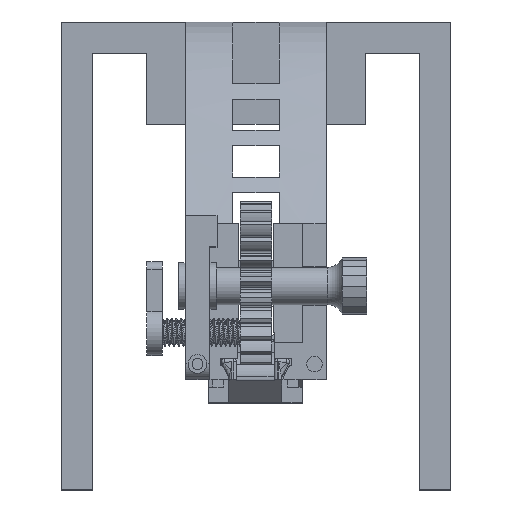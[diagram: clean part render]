
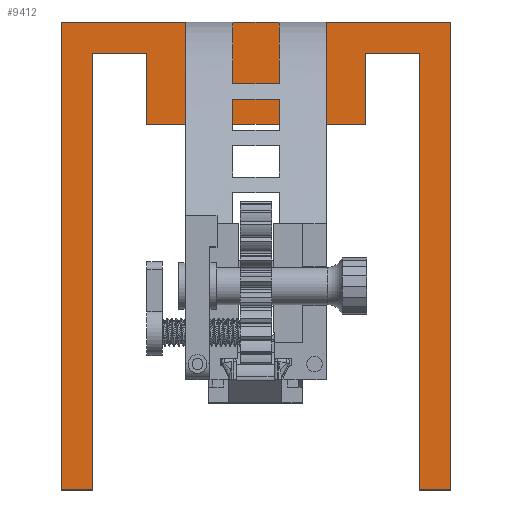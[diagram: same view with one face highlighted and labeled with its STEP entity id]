
A CAD part, top view. The second image highlights one B-rep face of the part: STEP entity #9412.
In plain terms, the highlighted planar face has unit normal (0, 0, 1).
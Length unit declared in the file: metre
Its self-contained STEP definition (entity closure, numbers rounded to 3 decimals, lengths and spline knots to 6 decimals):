
#193=LINE('',#16348,#995);
#195=LINE('',#16369,#997);
#206=LINE('',#16391,#1008);
#207=LINE('',#16393,#1009);
#208=LINE('',#16395,#1010);
#209=LINE('',#16397,#1011);
#210=LINE('',#16399,#1012);
#211=LINE('',#16401,#1013);
#212=LINE('',#16403,#1014);
#213=LINE('',#16405,#1015);
#214=LINE('',#16407,#1016);
#215=LINE('',#16409,#1017);
#216=LINE('',#16411,#1018);
#217=LINE('',#16413,#1019);
#218=LINE('',#16415,#1020);
#219=LINE('',#16417,#1021);
#220=LINE('',#16419,#1022);
#221=LINE('',#16421,#1023);
#222=LINE('',#16423,#1024);
#223=LINE('',#16424,#1025);
#995=VECTOR('',#11060,1.);
#997=VECTOR('',#11068,1.);
#1008=VECTOR('',#11085,1.);
#1009=VECTOR('',#11086,1.);
#1010=VECTOR('',#11087,1.);
#1011=VECTOR('',#11088,1.);
#1012=VECTOR('',#11089,1.);
#1013=VECTOR('',#11090,1.);
#1014=VECTOR('',#11091,1.);
#1015=VECTOR('',#11092,1.);
#1016=VECTOR('',#11093,1.);
#1017=VECTOR('',#11094,1.);
#1018=VECTOR('',#11095,1.);
#1019=VECTOR('',#11096,1.);
#1020=VECTOR('',#11097,1.);
#1021=VECTOR('',#11098,1.);
#1022=VECTOR('',#11099,1.);
#1023=VECTOR('',#11100,1.);
#1024=VECTOR('',#11101,1.);
#1025=VECTOR('',#11102,1.);
#2051=PLANE('',#10044);
#2512=ORIENTED_EDGE('',*,*,#5325,.T.);
#2513=ORIENTED_EDGE('',*,*,#5326,.T.);
#2514=ORIENTED_EDGE('',*,*,#5327,.F.);
#2515=ORIENTED_EDGE('',*,*,#5328,.F.);
#2516=ORIENTED_EDGE('',*,*,#5329,.T.);
#2517=ORIENTED_EDGE('',*,*,#5330,.T.);
#2518=ORIENTED_EDGE('',*,*,#5331,.T.);
#2519=ORIENTED_EDGE('',*,*,#5332,.T.);
#2520=ORIENTED_EDGE('',*,*,#5333,.T.);
#2521=ORIENTED_EDGE('',*,*,#5334,.F.);
#2522=ORIENTED_EDGE('',*,*,#5335,.T.);
#2523=ORIENTED_EDGE('',*,*,#5336,.F.);
#2524=ORIENTED_EDGE('',*,*,#5337,.T.);
#2525=ORIENTED_EDGE('',*,*,#5338,.T.);
#2526=ORIENTED_EDGE('',*,*,#5339,.F.);
#2527=ORIENTED_EDGE('',*,*,#5340,.F.);
#2528=ORIENTED_EDGE('',*,*,#5341,.T.);
#2529=ORIENTED_EDGE('',*,*,#5307,.T.);
#2530=ORIENTED_EDGE('',*,*,#5342,.F.);
#2531=ORIENTED_EDGE('',*,*,#5314,.F.);
#5307=EDGE_CURVE('',#6734,#6733,#193,.T.);
#5314=EDGE_CURVE('',#6740,#6736,#195,.T.);
#5325=EDGE_CURVE('',#6740,#6749,#206,.T.);
#5326=EDGE_CURVE('',#6749,#6750,#207,.T.);
#5327=EDGE_CURVE('',#6751,#6750,#208,.T.);
#5328=EDGE_CURVE('',#6752,#6751,#209,.T.);
#5329=EDGE_CURVE('',#6752,#6753,#210,.T.);
#5330=EDGE_CURVE('',#6753,#6754,#211,.T.);
#5331=EDGE_CURVE('',#6754,#6755,#212,.T.);
#5332=EDGE_CURVE('',#6755,#6756,#213,.T.);
#5333=EDGE_CURVE('',#6756,#6757,#214,.T.);
#5334=EDGE_CURVE('',#6758,#6757,#215,.T.);
#5335=EDGE_CURVE('',#6758,#6759,#216,.T.);
#5336=EDGE_CURVE('',#6760,#6759,#217,.T.);
#5337=EDGE_CURVE('',#6760,#6761,#218,.T.);
#5338=EDGE_CURVE('',#6761,#6762,#219,.T.);
#5339=EDGE_CURVE('',#6763,#6762,#220,.T.);
#5340=EDGE_CURVE('',#6764,#6763,#221,.T.);
#5341=EDGE_CURVE('',#6764,#6734,#222,.T.);
#5342=EDGE_CURVE('',#6736,#6733,#223,.T.);
#6733=VERTEX_POINT('',#16347);
#6734=VERTEX_POINT('',#16349);
#6736=VERTEX_POINT('',#16359);
#6740=VERTEX_POINT('',#16368);
#6749=VERTEX_POINT('',#16392);
#6750=VERTEX_POINT('',#16394);
#6751=VERTEX_POINT('',#16396);
#6752=VERTEX_POINT('',#16398);
#6753=VERTEX_POINT('',#16400);
#6754=VERTEX_POINT('',#16402);
#6755=VERTEX_POINT('',#16404);
#6756=VERTEX_POINT('',#16406);
#6757=VERTEX_POINT('',#16408);
#6758=VERTEX_POINT('',#16410);
#6759=VERTEX_POINT('',#16412);
#6760=VERTEX_POINT('',#16414);
#6761=VERTEX_POINT('',#16416);
#6762=VERTEX_POINT('',#16418);
#6763=VERTEX_POINT('',#16420);
#6764=VERTEX_POINT('',#16422);
#8062=EDGE_LOOP('',(#2512,#2513,#2514,#2515,#2516,#2517,#2518,#2519,#2520,
#2521,#2522,#2523,#2524,#2525,#2526,#2527,#2528,#2529,#2530,#2531));
#8644=FACE_BOUND('',#8062,.T.);
#9412=ADVANCED_FACE('',(#8644),#2051,.T.);
#10044=AXIS2_PLACEMENT_3D('',#16390,#11083,#11084);
#11060=DIRECTION('',(0.,1.,0.));
#11068=DIRECTION('',(0.,1.,0.));
#11083=DIRECTION('',(0.,0.,1.));
#11084=DIRECTION('',(1.,0.,0.));
#11085=DIRECTION('',(-1.,0.,0.));
#11086=DIRECTION('',(0.,1.,0.));
#11087=DIRECTION('',(1.,0.,0.));
#11088=DIRECTION('',(0.,1.,0.));
#11089=DIRECTION('',(1.,0.,0.));
#11090=DIRECTION('',(0.,1.,0.));
#11091=DIRECTION('',(1.,0.,0.));
#11092=DIRECTION('',(0.,-1.,0.));
#11093=DIRECTION('',(1.,0.,0.));
#11094=DIRECTION('',(0.,-1.,0.));
#11095=DIRECTION('',(1.,0.,0.));
#11096=DIRECTION('',(0.,1.,0.));
#11097=DIRECTION('',(1.,0.,0.));
#11098=DIRECTION('',(0.,1.,0.));
#11099=DIRECTION('',(1.,0.,0.));
#11100=DIRECTION('',(0.,1.,0.));
#11101=DIRECTION('',(-1.,0.,0.));
#11102=DIRECTION('',(1.,0.,0.));
#16347=CARTESIAN_POINT('',(0.07,0.15,0.01));
#16348=CARTESIAN_POINT('',(0.07,0.075,0.01));
#16349=CARTESIAN_POINT('',(0.07,0.119602,0.01));
#16359=CARTESIAN_POINT('',(0.055,0.15,0.01));
#16368=CARTESIAN_POINT('',(0.055,0.119602,0.01));
#16369=CARTESIAN_POINT('',(0.055,0.075,0.01));
#16390=CARTESIAN_POINT('',(0.0625,0.075,0.01));
#16391=CARTESIAN_POINT('',(0.04,0.119602,0.01));
#16392=CARTESIAN_POINT('',(0.04,0.119602,0.01));
#16393=CARTESIAN_POINT('',(0.04,0.075,0.01));
#16394=CARTESIAN_POINT('',(0.04,0.15,0.01));
#16395=CARTESIAN_POINT('',(0.0625,0.15,0.01));
#16396=CARTESIAN_POINT('',(0.,0.15,0.01));
#16397=CARTESIAN_POINT('',(0.,0.075,0.01));
#16398=CARTESIAN_POINT('',(0.,0.,0.01));
#16399=CARTESIAN_POINT('',(0.005,0.,0.01));
#16400=CARTESIAN_POINT('',(0.01,0.,0.01));
#16401=CARTESIAN_POINT('',(0.01,0.07,0.01));
#16402=CARTESIAN_POINT('',(0.01,0.14,0.01));
#16403=CARTESIAN_POINT('',(0.01875,0.14,0.01));
#16404=CARTESIAN_POINT('',(0.0275,0.14,0.01));
#16405=CARTESIAN_POINT('',(0.0275,0.128594,0.01));
#16406=CARTESIAN_POINT('',(0.0275,0.117188,0.01));
#16407=CARTESIAN_POINT('',(0.0625,0.117188,0.01));
#16408=CARTESIAN_POINT('',(0.0975,0.117188,0.01));
#16409=CARTESIAN_POINT('',(0.0975,0.128594,0.01));
#16410=CARTESIAN_POINT('',(0.0975,0.14,0.01));
#16411=CARTESIAN_POINT('',(0.10625,0.14,0.01));
#16412=CARTESIAN_POINT('',(0.115,0.14,0.01));
#16413=CARTESIAN_POINT('',(0.115,0.07,0.01));
#16414=CARTESIAN_POINT('',(0.115,0.,0.01));
#16415=CARTESIAN_POINT('',(0.12,0.,0.01));
#16416=CARTESIAN_POINT('',(0.125,0.,0.01));
#16417=CARTESIAN_POINT('',(0.125,0.075,0.01));
#16418=CARTESIAN_POINT('',(0.125,0.15,0.01));
#16419=CARTESIAN_POINT('',(0.0625,0.15,0.01));
#16420=CARTESIAN_POINT('',(0.085,0.15,0.01));
#16421=CARTESIAN_POINT('',(0.085,0.075,0.01));
#16422=CARTESIAN_POINT('',(0.085,0.119602,0.01));
#16423=CARTESIAN_POINT('',(0.07,0.119602,0.01));
#16424=CARTESIAN_POINT('',(0.0625,0.15,0.01));
